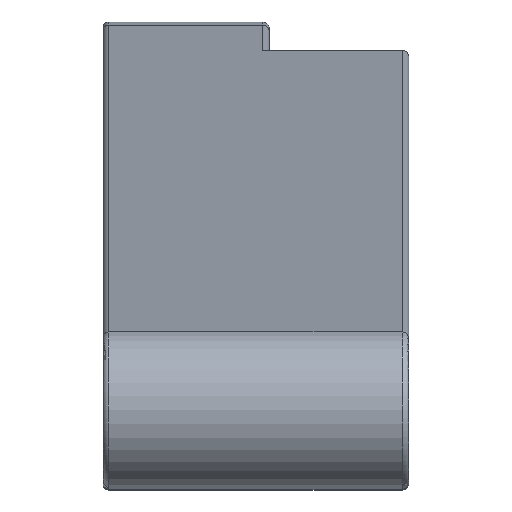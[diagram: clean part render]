
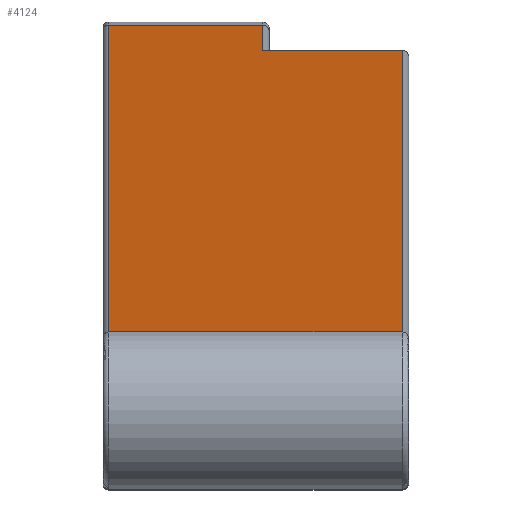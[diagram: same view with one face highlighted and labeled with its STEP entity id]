
A CAD part, left-side view. The second image highlights one B-rep face of the part: STEP entity #4124.
In plain terms, the highlighted planar face has unit normal (-0.171, 0, 0.985).
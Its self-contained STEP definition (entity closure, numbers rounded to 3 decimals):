
#2 = LINE ( 'NONE', #4278, #2411 ) ;
#101 = LINE ( 'NONE', #3276, #2019 ) ;
#201 = DIRECTION ( 'NONE',  ( 0., -1., 0. ) ) ;
#259 = DIRECTION ( 'NONE',  ( -0.171, 0., 0.985 ) ) ;
#268 = EDGE_CURVE ( 'NONE', #3536, #2659, #4422, .T. ) ;
#282 = PLANE ( 'NONE',  #1185 ) ;
#359 = CARTESIAN_POINT ( 'NONE',  ( -13.744, -11.025, 13.732 ) ) ;
#371 = VECTOR ( 'NONE', #201, 1000. ) ;
#429 = LINE ( 'NONE', #2120, #2302 ) ;
#519 = EDGE_CURVE ( 'NONE', #2688, #933, #429, .T. ) ;
#604 = CARTESIAN_POINT ( 'NONE',  ( -2.708, -0.5, 15.642 ) ) ;
#670 = ORIENTED_EDGE ( 'NONE', *, *, #4317, .T. ) ;
#752 = CARTESIAN_POINT ( 'NONE',  ( -13.744, -0.5, 13.732 ) ) ;
#849 = CARTESIAN_POINT ( 'NONE',  ( -2.708, 11.525, 15.642 ) ) ;
#933 = VERTEX_POINT ( 'NONE', #359 ) ;
#1046 = LINE ( 'NONE', #2894, #3058 ) ;
#1185 = AXIS2_PLACEMENT_3D ( 'NONE', #4498, #259, #2705 ) ;
#1563 = VECTOR ( 'NONE', #4046, 1000. ) ;
#1615 = CARTESIAN_POINT ( 'NONE',  ( -136.361, 11.125, -7.493 ) ) ;
#1726 = ORIENTED_EDGE ( 'NONE', *, *, #2561, .T. ) ;
#1902 = ORIENTED_EDGE ( 'NONE', *, *, #519, .T. ) ;
#1948 = EDGE_CURVE ( 'NONE', #3536, #4113, #4063, .T. ) ;
#2002 = FACE_OUTER_BOUND ( 'NONE', #3651, .T. ) ;
#2019 = VECTOR ( 'NONE', #2214, 1000. ) ;
#2056 = ORIENTED_EDGE ( 'NONE', *, *, #3418, .T. ) ;
#2111 = DIRECTION ( 'NONE',  ( 0.985, 0., 0.171 ) ) ;
#2120 = CARTESIAN_POINT ( 'NONE',  ( -13.744, -11.025, 13.732 ) ) ;
#2166 = DIRECTION ( 'NONE',  ( 0.985, 0., 0.171 ) ) ;
#2214 = DIRECTION ( 'NONE',  ( 0., 1., 0. ) ) ;
#2244 = ORIENTED_EDGE ( 'NONE', *, *, #1948, .F. ) ;
#2280 = VERTEX_POINT ( 'NONE', #752 ) ;
#2302 = VECTOR ( 'NONE', #2166, 1000. ) ;
#2411 = VECTOR ( 'NONE', #2111, 1000. ) ;
#2520 = DIRECTION ( 'NONE',  ( 0., -1., 0. ) ) ;
#2561 = EDGE_CURVE ( 'NONE', #2659, #2688, #1046, .T. ) ;
#2611 = CARTESIAN_POINT ( 'NONE',  ( -2.708, 11.125, 15.642 ) ) ;
#2659 = VERTEX_POINT ( 'NONE', #1615 ) ;
#2688 = VERTEX_POINT ( 'NONE', #2986 ) ;
#2705 = DIRECTION ( 'NONE',  ( 0.985, 0., 0.171 ) ) ;
#2894 = CARTESIAN_POINT ( 'NONE',  ( -136.361, 11.525, -7.493 ) ) ;
#2986 = CARTESIAN_POINT ( 'NONE',  ( -136.361, -11.025, -7.493 ) ) ;
#3058 = VECTOR ( 'NONE', #2520, 1000. ) ;
#3253 = ORIENTED_EDGE ( 'NONE', *, *, #268, .T. ) ;
#3276 = CARTESIAN_POINT ( 'NONE',  ( -13.744, 11.525, 13.732 ) ) ;
#3418 = EDGE_CURVE ( 'NONE', #933, #2280, #101, .T. ) ;
#3536 = VERTEX_POINT ( 'NONE', #4430 ) ;
#3651 = EDGE_LOOP ( 'NONE', ( #2056, #670, #2244, #3253, #1726, #1902 ) ) ;
#4046 = DIRECTION ( 'NONE',  ( -0.985, 0., -0.171 ) ) ;
#4063 = LINE ( 'NONE', #849, #371 ) ;
#4113 = VERTEX_POINT ( 'NONE', #604 ) ;
#4124 = ADVANCED_FACE ( 'NONE', ( #2002 ), #282, .T. ) ;
#4278 = CARTESIAN_POINT ( 'NONE',  ( -2.708, -0.5, 15.642 ) ) ;
#4317 = EDGE_CURVE ( 'NONE', #2280, #4113, #2, .T. ) ;
#4422 = LINE ( 'NONE', #2611, #1563 ) ;
#4430 = CARTESIAN_POINT ( 'NONE',  ( -2.708, 11.125, 15.642 ) ) ;
#4498 = CARTESIAN_POINT ( 'NONE',  ( -2.708, 11.525, 15.642 ) ) ;
